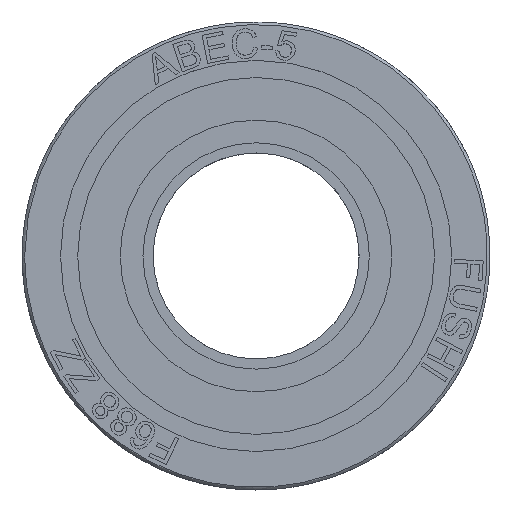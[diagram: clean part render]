
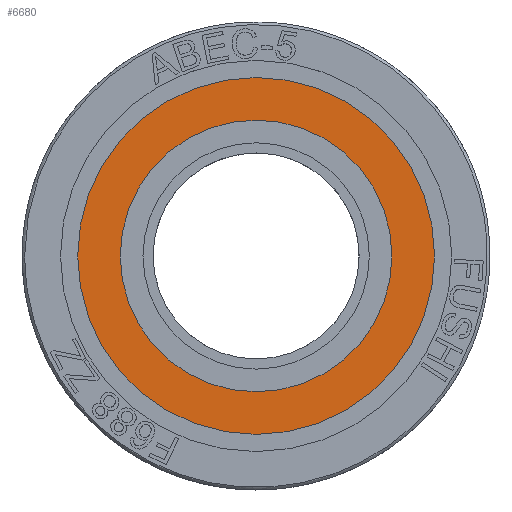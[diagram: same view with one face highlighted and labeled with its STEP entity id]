
A CAD part, top view. The second image highlights one B-rep face of the part: STEP entity #6680.
In plain terms, the highlighted planar face has unit normal (0, 0, 1).
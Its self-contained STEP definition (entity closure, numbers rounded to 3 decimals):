
#38=CIRCLE('',#6861,5.207);
#40=CIRCLE('',#6865,6.84);
#75=FACE_BOUND('',#984,.T.);
#223=PLANE('',#6864);
#586=FACE_OUTER_BOUND('',#983,.T.);
#983=EDGE_LOOP('',(#6093));
#984=EDGE_LOOP('',(#6094));
#3157=VERTEX_POINT('',#14166);
#3159=VERTEX_POINT('',#14173);
#4137=EDGE_CURVE('',#3157,#3157,#38,.T.);
#4140=EDGE_CURVE('',#3159,#3159,#40,.T.);
#6093=ORIENTED_EDGE('',*,*,#4140,.T.);
#6094=ORIENTED_EDGE('',*,*,#4137,.T.);
#6680=ADVANCED_FACE('',(#586,#75),#223,.T.);
#6861=AXIS2_PLACEMENT_3D('',#14167,#7739,#7740);
#6864=AXIS2_PLACEMENT_3D('',#14172,#7746,#7747);
#6865=AXIS2_PLACEMENT_3D('',#14174,#7748,#7749);
#7739=DIRECTION('center_axis',(0.,0.,-1.));
#7740=DIRECTION('ref_axis',(-1.,0.,0.));
#7746=DIRECTION('center_axis',(0.,0.,1.));
#7747=DIRECTION('ref_axis',(1.,0.,0.));
#7748=DIRECTION('center_axis',(0.,0.,1.));
#7749=DIRECTION('ref_axis',(-1.,0.,0.));
#14166=CARTESIAN_POINT('',(5.207,0.,1.02));
#14167=CARTESIAN_POINT('Origin',(0.,0.,1.02));
#14172=CARTESIAN_POINT('Origin',(0.,0.,1.02));
#14173=CARTESIAN_POINT('',(6.84,0.,1.02));
#14174=CARTESIAN_POINT('Origin',(0.,0.,1.02));
